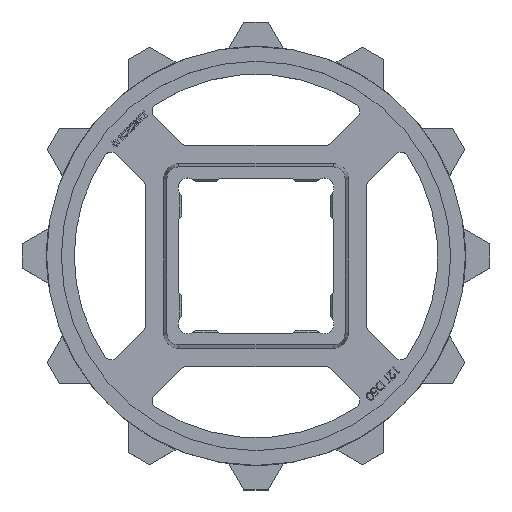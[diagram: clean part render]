
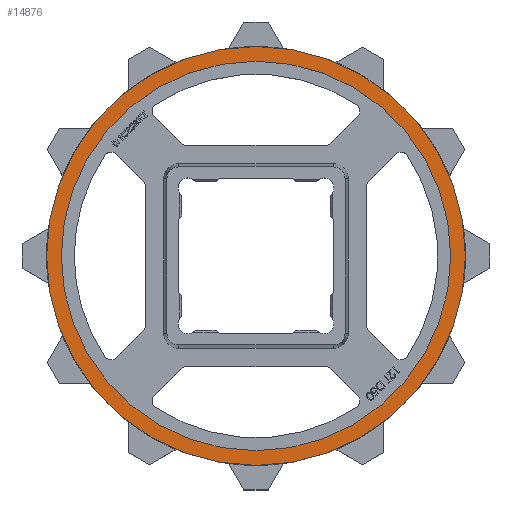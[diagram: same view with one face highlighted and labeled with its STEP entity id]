
A CAD part, top view. The second image highlights one B-rep face of the part: STEP entity #14876.
In plain terms, the highlighted planar face has unit normal (0, 0, 1).
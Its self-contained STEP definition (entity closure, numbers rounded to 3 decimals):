
#73 = CARTESIAN_POINT ( 'NONE',  ( -79.301, 0., 10. ) ) ;
#492 = EDGE_CURVE ( 'NONE', #1470, #3393, #747, .T. ) ;
#622 = DIRECTION ( 'NONE',  ( 1., 0., 0. ) ) ;
#747 = CIRCLE ( 'NONE', #9326, 85.301 ) ;
#768 = DIRECTION ( 'NONE',  ( 1., 0., 0. ) ) ;
#1470 = VERTEX_POINT ( 'NONE', #8592 ) ;
#1549 = CARTESIAN_POINT ( 'NONE',  ( 79.301, 0., 10. ) ) ;
#2952 = EDGE_CURVE ( 'NONE', #11030, #8615, #5845, .T. ) ;
#3279 = AXIS2_PLACEMENT_3D ( 'NONE', #6443, #9975, #768 ) ;
#3393 = VERTEX_POINT ( 'NONE', #6447 ) ;
#3865 = CARTESIAN_POINT ( 'NONE',  ( 0., 0., 10. ) ) ;
#4097 = DIRECTION ( 'NONE',  ( 1., 0., 0. ) ) ;
#5440 = CARTESIAN_POINT ( 'NONE',  ( 0., 0., 10. ) ) ;
#5845 = CIRCLE ( 'NONE', #8062, 79.301 ) ;
#6068 = ORIENTED_EDGE ( 'NONE', *, *, #13068, .F. ) ;
#6443 = CARTESIAN_POINT ( 'NONE',  ( 0., 0., 10. ) ) ;
#6447 = CARTESIAN_POINT ( 'NONE',  ( 85.301, 0., 10. ) ) ;
#6853 = CARTESIAN_POINT ( 'NONE',  ( 0., 0., 10. ) ) ;
#7213 = AXIS2_PLACEMENT_3D ( 'NONE', #5440, #8819, #622 ) ;
#8018 = FACE_BOUND ( 'NONE', #11057, .T. ) ;
#8055 = DIRECTION ( 'NONE',  ( 0., 0., 1. ) ) ;
#8062 = AXIS2_PLACEMENT_3D ( 'NONE', #3865, #14631, #4097 ) ;
#8127 = DIRECTION ( 'NONE',  ( 1., 0., 0. ) ) ;
#8176 = CIRCLE ( 'NONE', #3279, 79.301 ) ;
#8211 = AXIS2_PLACEMENT_3D ( 'NONE', #6853, #13792, #13944 ) ;
#8592 = CARTESIAN_POINT ( 'NONE',  ( -85.301, 0., 10. ) ) ;
#8615 = VERTEX_POINT ( 'NONE', #73 ) ;
#8819 = DIRECTION ( 'NONE',  ( 0., 0., 1. ) ) ;
#9285 = CARTESIAN_POINT ( 'NONE',  ( 0., 0., 10. ) ) ;
#9326 = AXIS2_PLACEMENT_3D ( 'NONE', #9285, #8055, #8127 ) ;
#9772 = ORIENTED_EDGE ( 'NONE', *, *, #492, .T. ) ;
#9975 = DIRECTION ( 'NONE',  ( 0., 0., 1. ) ) ;
#10468 = FACE_OUTER_BOUND ( 'NONE', #14173, .T. ) ;
#10544 = PLANE ( 'NONE',  #8211 ) ;
#11030 = VERTEX_POINT ( 'NONE', #1549 ) ;
#11057 = EDGE_LOOP ( 'NONE', ( #6068, #14344 ) ) ;
#11137 = EDGE_CURVE ( 'NONE', #3393, #1470, #14353, .T. ) ;
#13068 = EDGE_CURVE ( 'NONE', #8615, #11030, #8176, .T. ) ;
#13792 = DIRECTION ( 'NONE',  ( 0., 0., 1. ) ) ;
#13944 = DIRECTION ( 'NONE',  ( 1., 0., 0. ) ) ;
#14173 = EDGE_LOOP ( 'NONE', ( #9772, #14545 ) ) ;
#14344 = ORIENTED_EDGE ( 'NONE', *, *, #2952, .F. ) ;
#14353 = CIRCLE ( 'NONE', #7213, 85.301 ) ;
#14545 = ORIENTED_EDGE ( 'NONE', *, *, #11137, .T. ) ;
#14631 = DIRECTION ( 'NONE',  ( 0., 0., 1. ) ) ;
#14876 = ADVANCED_FACE ( 'NONE', ( #8018, #10468 ), #10544, .T. ) ;
